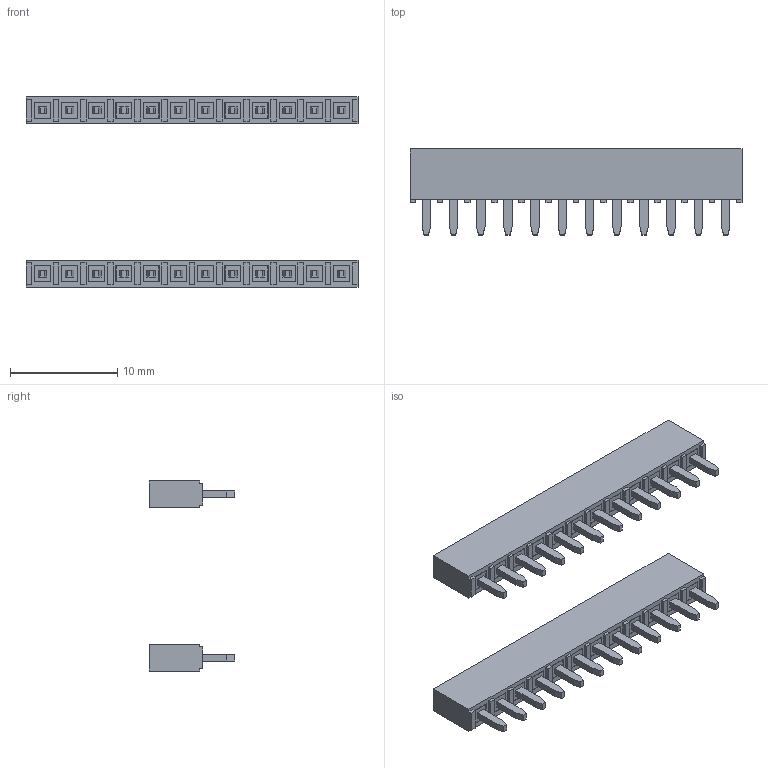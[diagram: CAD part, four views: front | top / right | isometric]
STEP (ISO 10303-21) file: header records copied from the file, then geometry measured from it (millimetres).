
FILE_DESCRIPTION(/* description */ (''),/* implementation_level */ '2;1');
FILE_NAME(/* name */ 'PinSocket_2.54_5_12.step',/* time_stamp */ '2024-06-19T09:59:09-06:00',/* author */ (''),/* organization */ (''),/* preprocessor_version */ 'ST-DEVELOPER v20',/* originating_system */ 'Autodesk Translation Framework v13.14.0.145',/* authorisation */ '');
FILE_SCHEMA (('AUTOMOTIVE_DESIGN { 1 0 10303 214 3 1 1 }'));
Length unit declared in the file: millimetre
Products named in the file (2): 12-Pin Header - Female - 2.54mm; 12er Pin Header Female
Assembly tree (1 placements, depth 2):
  12-Pin Header - Female - 2.54mm
    12er Pin Header Female
Bounding box: 30.98 x 8 x 17.74 mm (x, y, z)
Volume: 658.2 mm3; surface area: 2641 mm2
Topology: 2 solids, 2 shells, 882 faces, 2112 edges, 1376 vertices
Faces by surface type: plane 882
Entity records: 25290 total; most frequent: CARTESIAN_POINT 4373, ORIENTED_EDGE 4224, DIRECTION 3882, LINE 2112, VECTOR 2112, EDGE_CURVE 2112, VERTEX_POINT 1376, EDGE_LOOP 1024
